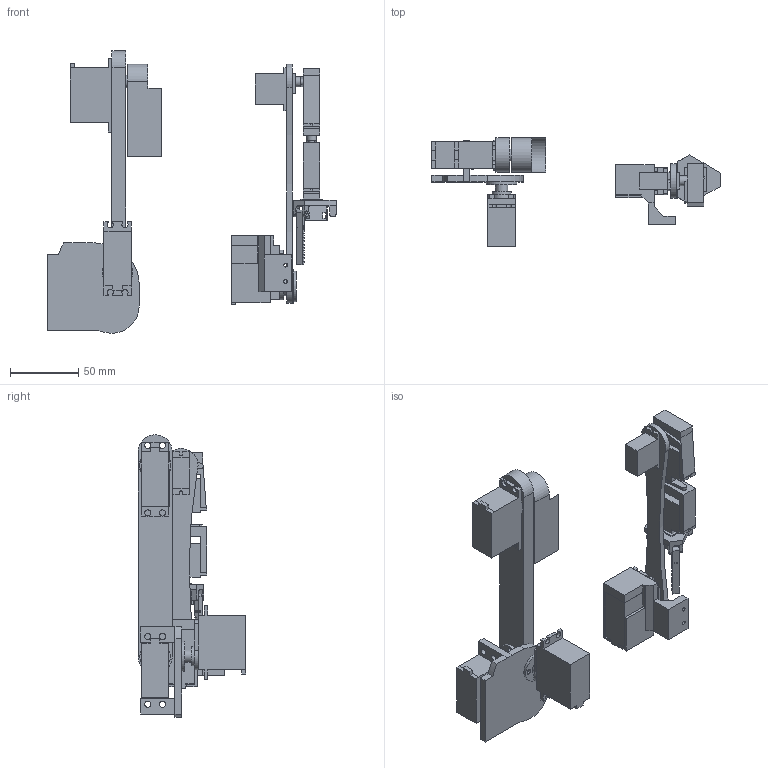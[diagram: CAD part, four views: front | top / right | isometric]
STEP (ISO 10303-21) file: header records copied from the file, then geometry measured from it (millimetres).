
FILE_DESCRIPTION(/* description */ (''),/* implementation_level */ '2;1');
FILE_NAME(/* name */ 'prototype arm v30.step',/* time_stamp */ '2019-02-13T09:01:10-05:00',/* author */ ('joseph.lieber.3'),/* organization */ (''),/* preprocessor_version */ 'ST-DEVELOPER v17.2',/* originating_system */ 'Autodesk Translation Framework v7.6.0.251',/* authorisation */ '');
FILE_SCHEMA (('AUTOMOTIVE_DESIGN { 1 0 10303 214 3 1 1 }'));
Length unit declared in the file: millimetre
Products named in the file (1): prototype arm
Bounding box: 211.26 x 79.05 x 206.85 mm (x, y, z)
Volume: 263476.3 mm3; surface area: 105508.3 mm2
Topology: 25 solids, 25 shells, 672 faces, 1761 edges, 1161 vertices
Faces by surface type: plane 459, cylinder 182, bspline 17, torus 14
Full cylindrical faces by diameter (mm): 2 x10, 2.1 x1, 2.15 x1, 2.4 x2, 2.5 x1, 2.6 x1, 2.7 x2, 3.3 x4, 3.6 x28, 4 x2, 4.5 x8, 5 x5, 5.2 x2, 6 x4, 7.2 x3, 7.8 x2, 9 x4, 9.586 x1, 9.6 x1, 10.2 x1, 12.1 x1, 14 x4, 22.3 x4, 23 x1, 23.1 x1, 24.987 x1
Entity records: 22975 total; most frequent: CARTESIAN_POINT 5847, ORIENTED_EDGE 3500, DIRECTION 3492, EDGE_CURVE 1750, LINE 1240, VECTOR 1240, VERTEX_POINT 1161, AXIS2_PLACEMENT_3D 1126
